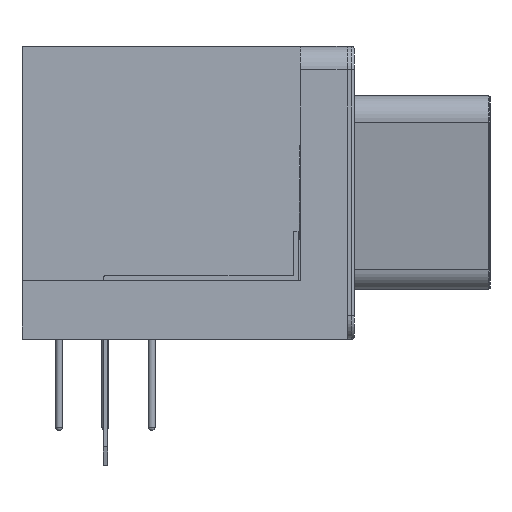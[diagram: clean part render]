
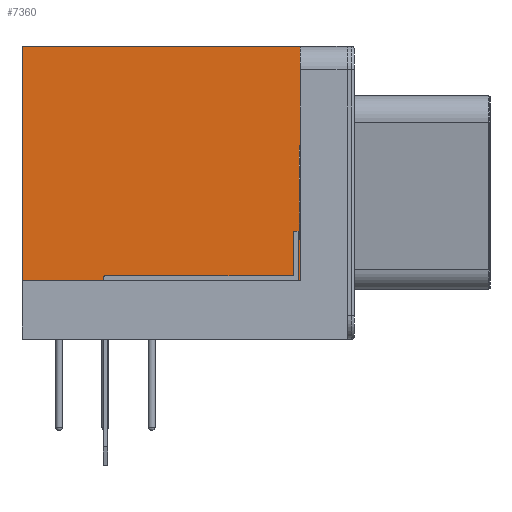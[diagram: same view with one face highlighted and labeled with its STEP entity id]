
A CAD part, left-side view. The second image highlights one B-rep face of the part: STEP entity #7360.
In plain terms, the highlighted planar face has unit normal (-1, 0, 0).
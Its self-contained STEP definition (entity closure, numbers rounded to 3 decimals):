
#6273 = VERTEX_POINT('',#6274);
#6274 = CARTESIAN_POINT('',(-5.703,1.58,12.5));
#6280 = EDGE_CURVE('',#6281,#6273,#6283,.T.);
#6281 = VERTEX_POINT('',#6282);
#6282 = CARTESIAN_POINT('',(-5.703,-10.31,12.5));
#6283 = LINE('',#6284,#6285);
#6284 = CARTESIAN_POINT('',(-5.703,-11.31,12.5));
#6285 = VECTOR('',#6286,1.);
#6286 = DIRECTION('',(0.,1.,0.));
#7270 = VERTEX_POINT('',#7271);
#7271 = CARTESIAN_POINT('',(-5.703,-10.31,2.5));
#7277 = EDGE_CURVE('',#7270,#6281,#7278,.T.);
#7278 = LINE('',#7279,#7280);
#7279 = CARTESIAN_POINT('',(-5.703,-10.31,2.5));
#7280 = VECTOR('',#7281,1.);
#7281 = DIRECTION('',(0.,0.,1.));
#7360 = ADVANCED_FACE('',(#7361),#7379,.F.);
#7361 = FACE_BOUND('',#7362,.F.);
#7362 = EDGE_LOOP('',(#7363,#7364,#7372,#7378));
#7363 = ORIENTED_EDGE('',*,*,#7277,.F.);
#7364 = ORIENTED_EDGE('',*,*,#7365,.T.);
#7365 = EDGE_CURVE('',#7270,#7366,#7368,.T.);
#7366 = VERTEX_POINT('',#7367);
#7367 = CARTESIAN_POINT('',(-5.703,1.58,2.5));
#7368 = LINE('',#7369,#7370);
#7369 = CARTESIAN_POINT('',(-5.703,-10.31,2.5));
#7370 = VECTOR('',#7371,1.);
#7371 = DIRECTION('',(0.,1.,0.));
#7372 = ORIENTED_EDGE('',*,*,#7373,.T.);
#7373 = EDGE_CURVE('',#7366,#6273,#7374,.T.);
#7374 = LINE('',#7375,#7376);
#7375 = CARTESIAN_POINT('',(-5.703,1.58,4.375));
#7376 = VECTOR('',#7377,1.);
#7377 = DIRECTION('',(0.,0.,1.));
#7378 = ORIENTED_EDGE('',*,*,#6280,.F.);
#7379 = PLANE('',#7380);
#7380 = AXIS2_PLACEMENT_3D('',#7381,#7382,#7383);
#7381 = CARTESIAN_POINT('',(-5.703,-10.31,2.5));
#7382 = DIRECTION('',(1.,0.,0.));
#7383 = DIRECTION('',(0.,0.,1.));
